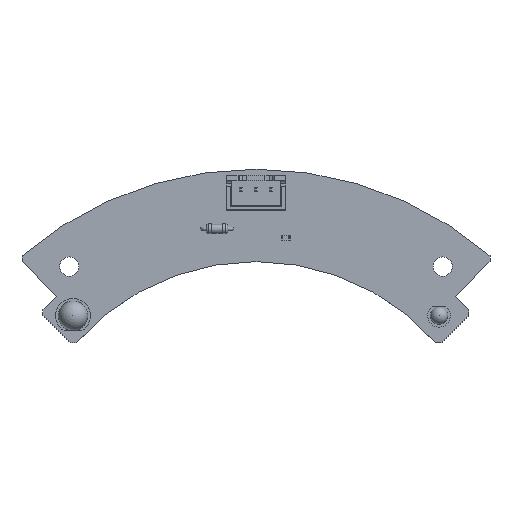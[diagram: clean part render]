
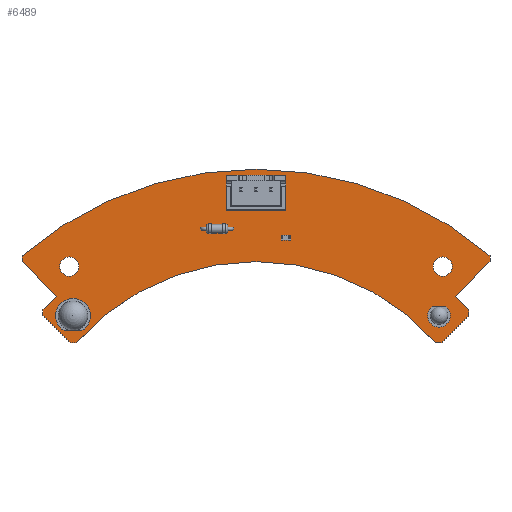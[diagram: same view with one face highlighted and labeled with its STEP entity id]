
A CAD part, top view. The second image highlights one B-rep face of the part: STEP entity #6489.
In plain terms, the highlighted planar face has unit normal (0, 0, 1).
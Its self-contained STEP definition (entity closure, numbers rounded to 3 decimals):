
#5964 = VERTEX_POINT('',#5965);
#5965 = CARTESIAN_POINT('',(-7.87,1.799,1.6));
#5971 = EDGE_CURVE('',#5964,#5972,#5974,.T.);
#5972 = VERTEX_POINT('',#5973);
#5973 = CARTESIAN_POINT('',(70.13,1.799,1.6));
#5974 = CIRCLE('',#5975,59.927);
#5975 = AXIS2_PLACEMENT_3D('',#5976,#5977,#5978);
#5976 = CARTESIAN_POINT('',(31.13,-43.701,1.6));
#5977 = DIRECTION('',(0.,0.,-1.));
#5978 = DIRECTION('',(-0.651,0.759,0.));
#6004 = EDGE_CURVE('',#5972,#6005,#6007,.T.);
#6005 = VERTEX_POINT('',#6006);
#6006 = CARTESIAN_POINT('',(70.13,0.799,1.6));
#6007 = LINE('',#6008,#6009);
#6008 = CARTESIAN_POINT('',(70.13,1.799,1.6));
#6009 = VECTOR('',#6010,1.);
#6010 = DIRECTION('',(0.,-1.,0.));
#6035 = EDGE_CURVE('',#6005,#6036,#6038,.T.);
#6036 = VERTEX_POINT('',#6037);
#6037 = CARTESIAN_POINT('',(64.38,-4.951,1.6));
#6038 = LINE('',#6039,#6040);
#6039 = CARTESIAN_POINT('',(70.13,0.799,1.6));
#6040 = VECTOR('',#6041,1.);
#6041 = DIRECTION('',(-0.707,-0.707,0.));
#6066 = EDGE_CURVE('',#6036,#6067,#6069,.T.);
#6067 = VERTEX_POINT('',#6068);
#6068 = CARTESIAN_POINT('',(66.63,-7.201,1.6));
#6069 = LINE('',#6070,#6071);
#6070 = CARTESIAN_POINT('',(64.38,-4.951,1.6));
#6071 = VECTOR('',#6072,1.);
#6072 = DIRECTION('',(0.707,-0.707,0.));
#6097 = EDGE_CURVE('',#6067,#6098,#6100,.T.);
#6098 = VERTEX_POINT('',#6099);
#6099 = CARTESIAN_POINT('',(66.63,-8.201,1.6));
#6100 = LINE('',#6101,#6102);
#6101 = CARTESIAN_POINT('',(66.63,-7.201,1.6));
#6102 = VECTOR('',#6103,1.);
#6103 = DIRECTION('',(0.,-1.,0.));
#6128 = EDGE_CURVE('',#6098,#6129,#6131,.T.);
#6129 = VERTEX_POINT('',#6130);
#6130 = CARTESIAN_POINT('',(62.13,-12.701,1.6));
#6131 = LINE('',#6132,#6133);
#6132 = CARTESIAN_POINT('',(66.63,-8.201,1.6));
#6133 = VECTOR('',#6134,1.);
#6134 = DIRECTION('',(-0.707,-0.707,0.));
#6159 = EDGE_CURVE('',#6129,#6160,#6162,.T.);
#6160 = VERTEX_POINT('',#6161);
#6161 = CARTESIAN_POINT('',(61.13,-12.701,1.6));
#6162 = LINE('',#6163,#6164);
#6163 = CARTESIAN_POINT('',(62.13,-12.701,1.6));
#6164 = VECTOR('',#6165,1.);
#6165 = DIRECTION('',(-1.,0.,0.));
#6190 = EDGE_CURVE('',#6160,#6191,#6193,.T.);
#6191 = VERTEX_POINT('',#6192);
#6192 = CARTESIAN_POINT('',(1.13,-12.701,1.6));
#6193 = CIRCLE('',#6194,40.028);
#6194 = AXIS2_PLACEMENT_3D('',#6195,#6196,#6197);
#6195 = CARTESIAN_POINT('',(31.13,-39.201,1.6));
#6196 = DIRECTION('',(0.,0.,1.));
#6197 = DIRECTION('',(0.749,0.662,-0.));
#6223 = EDGE_CURVE('',#6191,#6224,#6226,.T.);
#6224 = VERTEX_POINT('',#6225);
#6225 = CARTESIAN_POINT('',(0.13,-12.701,1.6));
#6226 = LINE('',#6227,#6228);
#6227 = CARTESIAN_POINT('',(1.13,-12.701,1.6));
#6228 = VECTOR('',#6229,1.);
#6229 = DIRECTION('',(-1.,0.,0.));
#6254 = EDGE_CURVE('',#6224,#6255,#6257,.T.);
#6255 = VERTEX_POINT('',#6256);
#6256 = CARTESIAN_POINT('',(-4.37,-8.201,1.6));
#6257 = LINE('',#6258,#6259);
#6258 = CARTESIAN_POINT('',(0.13,-12.701,1.6));
#6259 = VECTOR('',#6260,1.);
#6260 = DIRECTION('',(-0.707,0.707,0.));
#6285 = EDGE_CURVE('',#6255,#6286,#6288,.T.);
#6286 = VERTEX_POINT('',#6287);
#6287 = CARTESIAN_POINT('',(-4.37,-7.201,1.6));
#6288 = LINE('',#6289,#6290);
#6289 = CARTESIAN_POINT('',(-4.37,-8.201,1.6));
#6290 = VECTOR('',#6291,1.);
#6291 = DIRECTION('',(0.,1.,0.));
#6316 = EDGE_CURVE('',#6286,#6317,#6319,.T.);
#6317 = VERTEX_POINT('',#6318);
#6318 = CARTESIAN_POINT('',(-2.12,-4.951,1.6));
#6319 = LINE('',#6320,#6321);
#6320 = CARTESIAN_POINT('',(-4.37,-7.201,1.6));
#6321 = VECTOR('',#6322,1.);
#6322 = DIRECTION('',(0.707,0.707,0.));
#6347 = EDGE_CURVE('',#6317,#6348,#6350,.T.);
#6348 = VERTEX_POINT('',#6349);
#6349 = CARTESIAN_POINT('',(-7.87,0.799,1.6));
#6350 = LINE('',#6351,#6352);
#6351 = CARTESIAN_POINT('',(-2.12,-4.951,1.6));
#6352 = VECTOR('',#6353,1.);
#6353 = DIRECTION('',(-0.707,0.707,0.));
#6378 = EDGE_CURVE('',#6348,#5964,#6379,.T.);
#6379 = LINE('',#6380,#6381);
#6380 = CARTESIAN_POINT('',(-7.87,0.799,1.6));
#6381 = VECTOR('',#6382,1.);
#6382 = DIRECTION('',(0.,1.,0.));
#6402 = VERTEX_POINT('',#6403);
#6403 = CARTESIAN_POINT('',(1.6,0.,1.6));
#6409 = EDGE_CURVE('',#6402,#6402,#6410,.T.);
#6410 = CIRCLE('',#6411,1.6);
#6411 = AXIS2_PLACEMENT_3D('',#6412,#6413,#6414);
#6412 = CARTESIAN_POINT('',(0.,0.,1.6));
#6413 = DIRECTION('',(0.,0.,1.));
#6414 = DIRECTION('',(1.,0.,-0.));
#6435 = VERTEX_POINT('',#6436);
#6436 = CARTESIAN_POINT('',(63.86,0.,1.6));
#6442 = EDGE_CURVE('',#6435,#6435,#6443,.T.);
#6443 = CIRCLE('',#6444,1.6);
#6444 = AXIS2_PLACEMENT_3D('',#6445,#6446,#6447);
#6445 = CARTESIAN_POINT('',(62.26,0.,1.6));
#6446 = DIRECTION('',(0.,0.,1.));
#6447 = DIRECTION('',(1.,0.,-0.));
#6489 = ADVANCED_FACE('',(#6490,#6506,#6509),#6512,.T.);
#6490 = FACE_BOUND('',#6491,.F.);
#6491 = EDGE_LOOP('',(#6492,#6493,#6494,#6495,#6496,#6497,#6498,#6499,
    #6500,#6501,#6502,#6503,#6504,#6505));
#6492 = ORIENTED_EDGE('',*,*,#5971,.T.);
#6493 = ORIENTED_EDGE('',*,*,#6004,.T.);
#6494 = ORIENTED_EDGE('',*,*,#6035,.T.);
#6495 = ORIENTED_EDGE('',*,*,#6066,.T.);
#6496 = ORIENTED_EDGE('',*,*,#6097,.T.);
#6497 = ORIENTED_EDGE('',*,*,#6128,.T.);
#6498 = ORIENTED_EDGE('',*,*,#6159,.T.);
#6499 = ORIENTED_EDGE('',*,*,#6190,.T.);
#6500 = ORIENTED_EDGE('',*,*,#6223,.T.);
#6501 = ORIENTED_EDGE('',*,*,#6254,.T.);
#6502 = ORIENTED_EDGE('',*,*,#6285,.T.);
#6503 = ORIENTED_EDGE('',*,*,#6316,.T.);
#6504 = ORIENTED_EDGE('',*,*,#6347,.T.);
#6505 = ORIENTED_EDGE('',*,*,#6378,.T.);
#6506 = FACE_BOUND('',#6507,.T.);
#6507 = EDGE_LOOP('',(#6508));
#6508 = ORIENTED_EDGE('',*,*,#6409,.T.);
#6509 = FACE_BOUND('',#6510,.T.);
#6510 = EDGE_LOOP('',(#6511));
#6511 = ORIENTED_EDGE('',*,*,#6442,.T.);
#6512 = PLANE('',#6513);
#6513 = AXIS2_PLACEMENT_3D('',#6514,#6515,#6516);
#6514 = CARTESIAN_POINT('',(31.13,1.593,1.6));
#6515 = DIRECTION('',(0.,0.,1.));
#6516 = DIRECTION('',(1.,0.,-0.));
